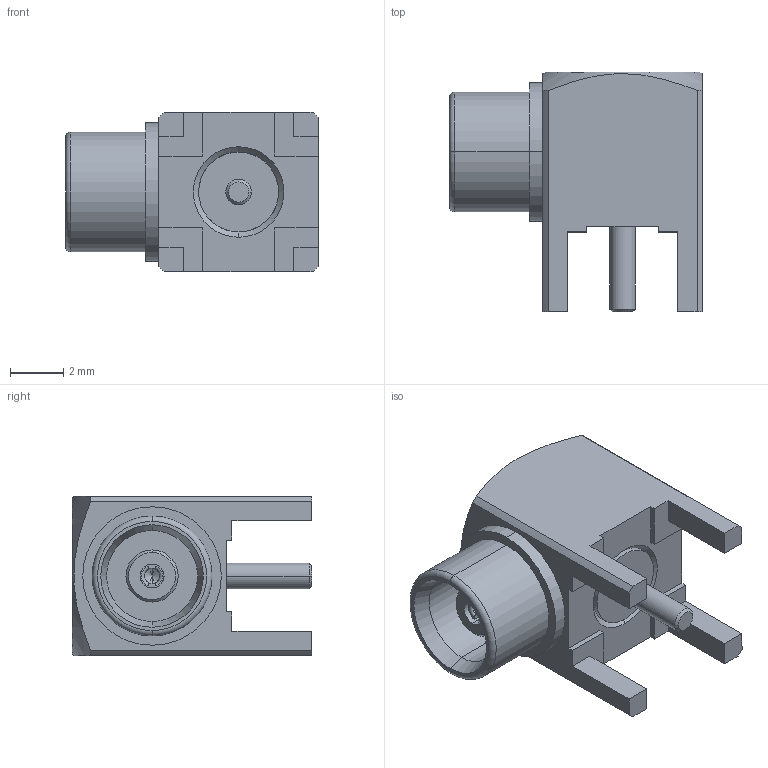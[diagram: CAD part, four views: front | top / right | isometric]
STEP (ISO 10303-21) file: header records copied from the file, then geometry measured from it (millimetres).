
FILE_DESCRIPTION (( 'STEP AP214' ), '1' );
FILE_NAME ('ÑÖÍÊ.434531.064ÑÁ_Ðîçåòêà+äëÿ ïîòðåáèòåëÿ.STEP', '2018-12-06T11:43:06', ( 'User' ), ( '' ), 'SwSTEP 2.0', 'SolidWorks 2016', '' );
FILE_SCHEMA (( 'AUTOMOTIVE_DESIGN' ));
Length unit declared in the file: millimetre
Products named in the file (1): ÑÖÍÊ.434531.064ÑÁ_Ðîçåòêà+äëÿ ïîòðåáèòåëÿ
Bounding box: 9.5 x 9 x 6 mm (x, y, z)
Volume: 247.7 mm3; surface area: 379.7 mm2
Topology: 1 solids, 1 shells, 84 faces, 214 edges, 137 vertices
Faces by surface type: plane 44, cylinder 22, cone 14, torus 4
Entity records: 3566 total; most frequent: CARTESIAN_POINT 540, DIRECTION 442, ORIENTED_EDGE 424, EDGE_CURVE 212, AXIS2_PLACEMENT_3D 155, VERTEX_POINT 137, LINE 132, VECTOR 132
